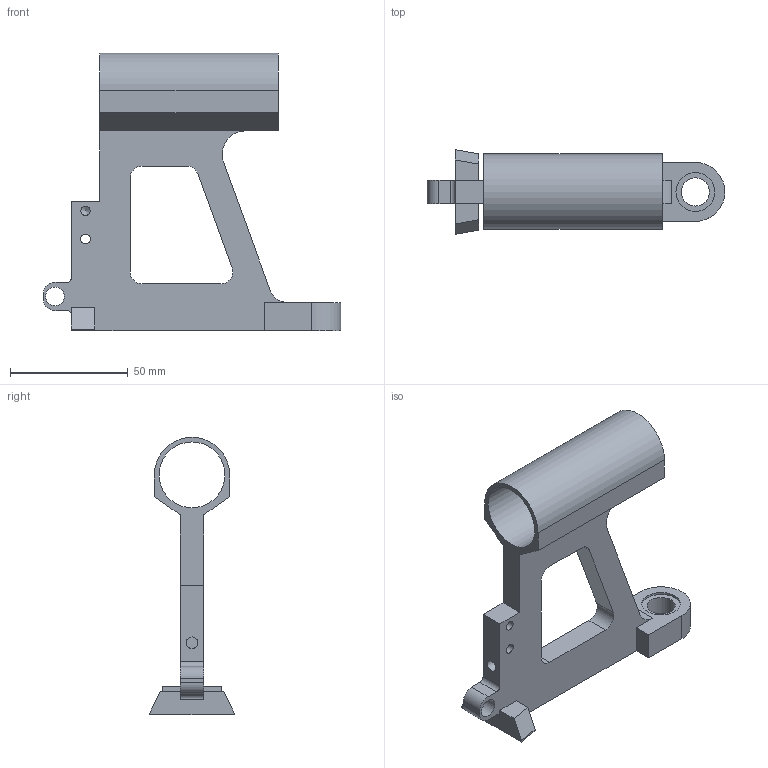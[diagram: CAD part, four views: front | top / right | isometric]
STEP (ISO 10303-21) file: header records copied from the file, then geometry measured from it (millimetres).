
FILE_DESCRIPTION(/* description */ (''),/* implementation_level */ '2;1');
FILE_NAME(/* name */ 'chariot_mat_1.stp',/* time_stamp */ '2021-03-29T18:18:21+02:00',/* author */ ('Utilisateur'),/* organization */ (''),/* preprocessor_version */ 'ST-DEVELOPER v16.5',/* originating_system */ 'Autodesk Inventor 2017',/* authorisation */ '');
FILE_SCHEMA (('AUTOMOTIVE_DESIGN { 1 0 10303 214 3 1 1 }'));
Length unit declared in the file: millimetre
Products named in the file (1): chariot_mat_1
Bounding box: 126.5 x 35.97 x 118 mm (x, y, z)
Volume: 70778.4 mm3; surface area: 31771.9 mm2
Topology: 1 solids, 1 shells, 56 faces, 155 edges, 103 vertices
Faces by surface type: plane 36, cylinder 19, cone 1
Full cylindrical faces by diameter (mm): 4 x1, 4.134 x1, 5 x1, 8 x1, 12 x1, 16.5 x1, 28 x1
Entity records: 1772 total; most frequent: CARTESIAN_POINT 301, DIRECTION 296, ORIENTED_EDGE 288, EDGE_CURVE 144, LINE 106, VECTOR 106, VERTEX_POINT 100, AXIS2_PLACEMENT_3D 95
